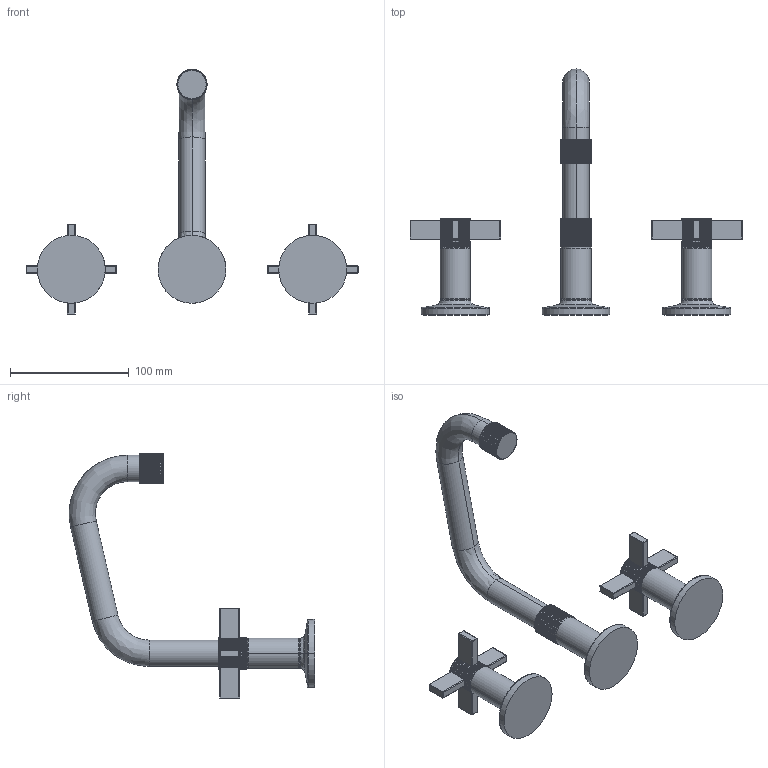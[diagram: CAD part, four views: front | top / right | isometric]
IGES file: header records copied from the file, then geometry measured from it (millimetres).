
Start section:  PTC IGES file: 3240.igs
Global section: file name: 3240.igs; native system: Creo Parametric by PTC Inc.; preprocessor: 2018400; author: jinson.thomas; organization: Unknown; date: 20201130.113824; units: inch
Bounding box: 279.4 x 206.85 x 206.37 mm (x, y, z)
Volume: 304923.5 mm3; surface area: 72474.1 mm2
Topology: 3 solids, 3 shells, 1334 faces, 3665 edges, 2295 vertices
Faces by surface type: bspline 692, revolution 642
